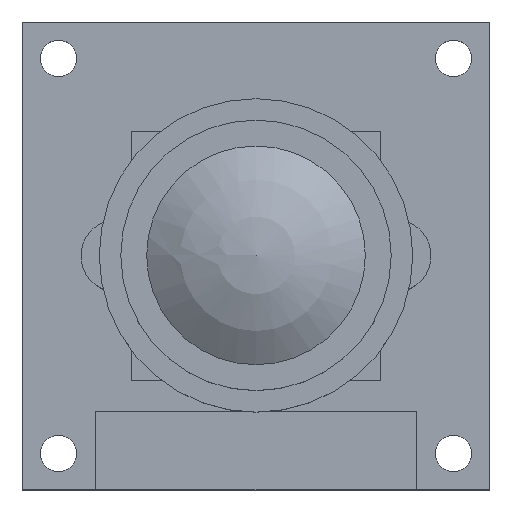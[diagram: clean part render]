
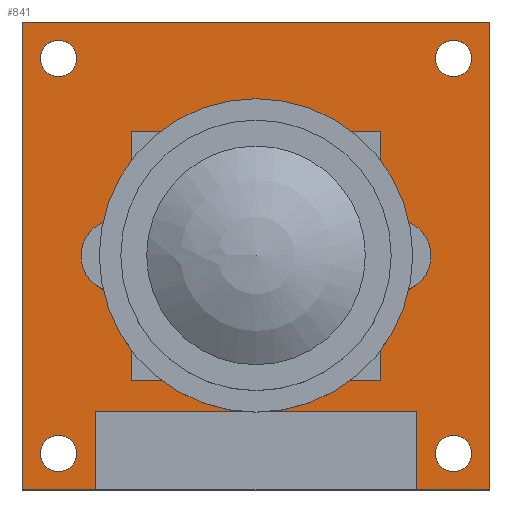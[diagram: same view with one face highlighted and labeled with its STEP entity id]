
A CAD part, top view. The second image highlights one B-rep face of the part: STEP entity #841.
In plain terms, the highlighted planar face has unit normal (0, 0, 1).
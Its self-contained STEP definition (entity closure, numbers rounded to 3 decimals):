
#40=FACE_BOUND('',#312,.T.);
#41=FACE_BOUND('',#313,.T.);
#42=FACE_BOUND('',#314,.T.);
#43=FACE_BOUND('',#315,.T.);
#44=FACE_BOUND('',#316,.T.);
#45=FACE_BOUND('',#317,.T.);
#92=LINE('',#1409,#162);
#95=LINE('',#1414,#165);
#97=LINE('',#1418,#167);
#99=LINE('',#1421,#169);
#162=VECTOR('',#1154,10.);
#165=VECTOR('',#1159,10.);
#167=VECTOR('',#1163,10.);
#169=VECTOR('',#1167,10.);
#252=FACE_OUTER_BOUND('',#311,.T.);
#311=EDGE_LOOP('',(#665,#666,#667,#668));
#312=EDGE_LOOP('',(#669));
#313=EDGE_LOOP('',(#670));
#314=EDGE_LOOP('',(#671,#672));
#315=EDGE_LOOP('',(#673,#674));
#316=EDGE_LOOP('',(#675));
#317=EDGE_LOOP('',(#676,#677));
#357=CIRCLE('',#957,0.75);
#359=CIRCLE('',#960,0.75);
#361=CIRCLE('',#963,1.25);
#362=CIRCLE('',#964,1.25);
#364=CIRCLE('',#967,1.25);
#365=CIRCLE('',#968,1.25);
#367=CIRCLE('',#971,1.25);
#369=CIRCLE('',#974,1.25);
#370=CIRCLE('',#975,1.25);
#403=VERTEX_POINT('',#1356);
#405=VERTEX_POINT('',#1362);
#407=VERTEX_POINT('',#1368);
#408=VERTEX_POINT('',#1369);
#410=VERTEX_POINT('',#1376);
#411=VERTEX_POINT('',#1377);
#413=VERTEX_POINT('',#1384);
#415=VERTEX_POINT('',#1390);
#416=VERTEX_POINT('',#1391);
#422=VERTEX_POINT('',#1407);
#423=VERTEX_POINT('',#1408);
#424=VERTEX_POINT('',#1413);
#425=VERTEX_POINT('',#1417);
#484=EDGE_CURVE('',#403,#403,#357,.T.);
#487=EDGE_CURVE('',#405,#405,#359,.T.);
#490=EDGE_CURVE('',#407,#408,#361,.T.);
#491=EDGE_CURVE('',#408,#407,#362,.T.);
#494=EDGE_CURVE('',#410,#411,#364,.T.);
#495=EDGE_CURVE('',#411,#410,#365,.T.);
#498=EDGE_CURVE('',#413,#413,#367,.T.);
#501=EDGE_CURVE('',#415,#416,#369,.T.);
#502=EDGE_CURVE('',#416,#415,#370,.T.);
#509=EDGE_CURVE('',#422,#423,#92,.T.);
#512=EDGE_CURVE('',#424,#422,#95,.T.);
#514=EDGE_CURVE('',#425,#424,#97,.T.);
#516=EDGE_CURVE('',#423,#425,#99,.T.);
#665=ORIENTED_EDGE('',*,*,#516,.T.);
#666=ORIENTED_EDGE('',*,*,#514,.T.);
#667=ORIENTED_EDGE('',*,*,#512,.T.);
#668=ORIENTED_EDGE('',*,*,#509,.T.);
#669=ORIENTED_EDGE('',*,*,#484,.T.);
#670=ORIENTED_EDGE('',*,*,#487,.T.);
#671=ORIENTED_EDGE('',*,*,#490,.T.);
#672=ORIENTED_EDGE('',*,*,#491,.T.);
#673=ORIENTED_EDGE('',*,*,#494,.T.);
#674=ORIENTED_EDGE('',*,*,#495,.T.);
#675=ORIENTED_EDGE('',*,*,#498,.T.);
#676=ORIENTED_EDGE('',*,*,#501,.T.);
#677=ORIENTED_EDGE('',*,*,#502,.T.);
#798=PLANE('',#981);
#841=ADVANCED_FACE('',(#252,#40,#41,#42,#43,#44,#45),#798,.T.);
#957=AXIS2_PLACEMENT_3D('',#1357,#1100,#1101);
#960=AXIS2_PLACEMENT_3D('',#1363,#1107,#1108);
#963=AXIS2_PLACEMENT_3D('',#1370,#1114,#1115);
#964=AXIS2_PLACEMENT_3D('',#1371,#1116,#1117);
#967=AXIS2_PLACEMENT_3D('',#1378,#1123,#1124);
#968=AXIS2_PLACEMENT_3D('',#1379,#1125,#1126);
#971=AXIS2_PLACEMENT_3D('',#1385,#1132,#1133);
#974=AXIS2_PLACEMENT_3D('',#1392,#1139,#1140);
#975=AXIS2_PLACEMENT_3D('',#1393,#1141,#1142);
#981=AXIS2_PLACEMENT_3D('',#1420,#1165,#1166);
#1100=DIRECTION('center_axis',(0.,0.,-1.));
#1101=DIRECTION('ref_axis',(-1.,0.,0.));
#1107=DIRECTION('center_axis',(0.,0.,-1.));
#1108=DIRECTION('ref_axis',(-1.,0.,0.));
#1114=DIRECTION('center_axis',(0.,0.,-1.));
#1115=DIRECTION('ref_axis',(-1.,0.,0.));
#1116=DIRECTION('center_axis',(0.,0.,-1.));
#1117=DIRECTION('ref_axis',(-1.,0.,0.));
#1123=DIRECTION('center_axis',(0.,0.,-1.));
#1124=DIRECTION('ref_axis',(-1.,0.,0.));
#1125=DIRECTION('center_axis',(0.,0.,-1.));
#1126=DIRECTION('ref_axis',(-1.,0.,0.));
#1132=DIRECTION('center_axis',(0.,0.,-1.));
#1133=DIRECTION('ref_axis',(-1.,0.,0.));
#1139=DIRECTION('center_axis',(0.,0.,-1.));
#1140=DIRECTION('ref_axis',(-1.,0.,0.));
#1141=DIRECTION('center_axis',(0.,0.,-1.));
#1142=DIRECTION('ref_axis',(-1.,0.,0.));
#1154=DIRECTION('',(0.,-1.,0.));
#1159=DIRECTION('',(-1.,0.,0.));
#1163=DIRECTION('',(0.,1.,0.));
#1165=DIRECTION('center_axis',(0.,0.,1.));
#1166=DIRECTION('ref_axis',(1.,0.,0.));
#1167=DIRECTION('',(1.,0.,0.));
#1356=CARTESIAN_POINT('',(26.3,16.05,0.));
#1357=CARTESIAN_POINT('Origin',(25.55,16.05,0.));
#1362=CARTESIAN_POINT('',(7.3,16.05,0.));
#1363=CARTESIAN_POINT('Origin',(6.55,16.05,0.));
#1368=CARTESIAN_POINT('',(28.35,29.6,0.));
#1369=CARTESIAN_POINT('',(30.85,29.6,0.));
#1370=CARTESIAN_POINT('Origin',(29.6,29.6,0.));
#1371=CARTESIAN_POINT('Origin',(29.6,29.6,0.));
#1376=CARTESIAN_POINT('',(29.6,3.75,0.));
#1377=CARTESIAN_POINT('',(30.85,2.5,0.));
#1378=CARTESIAN_POINT('Origin',(29.6,2.5,0.));
#1379=CARTESIAN_POINT('Origin',(29.6,2.5,0.));
#1384=CARTESIAN_POINT('',(3.75,2.5,0.));
#1385=CARTESIAN_POINT('Origin',(2.5,2.5,0.));
#1390=CARTESIAN_POINT('',(2.5,28.35,0.));
#1391=CARTESIAN_POINT('',(3.75,29.6,0.));
#1392=CARTESIAN_POINT('Origin',(2.5,29.6,0.));
#1393=CARTESIAN_POINT('Origin',(2.5,29.6,0.));
#1407=CARTESIAN_POINT('',(0.,32.1,0.));
#1408=CARTESIAN_POINT('',(0.,0.,0.));
#1409=CARTESIAN_POINT('',(0.,32.1,0.));
#1413=CARTESIAN_POINT('',(32.1,32.1,0.));
#1414=CARTESIAN_POINT('',(32.1,32.1,0.));
#1417=CARTESIAN_POINT('',(32.1,0.,0.));
#1418=CARTESIAN_POINT('',(32.1,0.,0.));
#1420=CARTESIAN_POINT('Origin',(16.05,16.05,0.));
#1421=CARTESIAN_POINT('',(0.,0.,0.));
